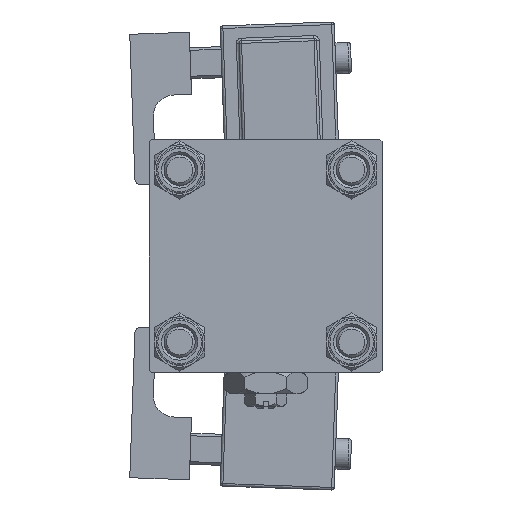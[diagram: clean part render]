
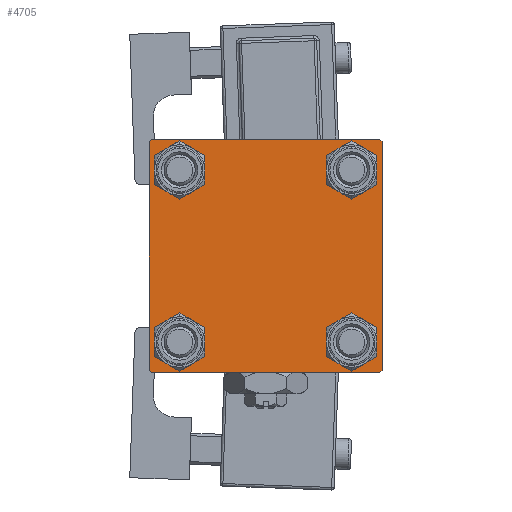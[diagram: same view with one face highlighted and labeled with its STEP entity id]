
A CAD part, left-side view. The second image highlights one B-rep face of the part: STEP entity #4705.
In plain terms, the highlighted planar face has unit normal (-1, 0, 0).
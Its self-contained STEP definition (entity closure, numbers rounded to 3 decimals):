
#404 = EDGE_CURVE ( 'NONE', #35919, #50577, #36076, .T. ) ;
#864 = EDGE_CURVE ( 'NONE', #51181, #43665, #24641, .T. ) ;
#965 = DIRECTION ( 'NONE',  ( 0., -1., 0. ) ) ;
#1563 = ORIENTED_EDGE ( 'NONE', *, *, #864, .T. ) ;
#2002 = VERTEX_POINT ( 'NONE', #22254 ) ;
#2128 = EDGE_LOOP ( 'NONE', ( #33617, #28839 ) ) ;
#2735 = CARTESIAN_POINT ( 'NONE',  ( 0., 16.6, -13.1 ) ) ;
#3193 = CARTESIAN_POINT ( 'NONE',  ( 0., -22., -22.5 ) ) ;
#3195 = VERTEX_POINT ( 'NONE', #9211 ) ;
#3496 = CARTESIAN_POINT ( 'NONE',  ( 0., -16.6, 13.1 ) ) ;
#3905 = CARTESIAN_POINT ( 'NONE',  ( 0., 22.5, -22. ) ) ;
#4705 = ADVANCED_FACE ( 'NONE', ( #6516, #44979, #18505, #49232, #54347 ), #23918, .T. ) ;
#5053 = LINE ( 'NONE', #35240, #34034 ) ;
#5465 = VERTEX_POINT ( 'NONE', #41722 ) ;
#5995 = ORIENTED_EDGE ( 'NONE', *, *, #22859, .T. ) ;
#6021 = CARTESIAN_POINT ( 'NONE',  ( 0., 22.25, -22.25 ) ) ;
#6516 = FACE_BOUND ( 'NONE', #12986, .T. ) ;
#6687 = CARTESIAN_POINT ( 'NONE',  ( 0., 22.25, 22.25 ) ) ;
#7050 = CARTESIAN_POINT ( 'NONE',  ( 0., -22.5, -22. ) ) ;
#7099 = CIRCLE ( 'NONE', #14382, 3.5 ) ;
#7679 = EDGE_CURVE ( 'NONE', #46493, #35919, #53570, .T. ) ;
#7746 = LINE ( 'NONE', #42506, #35301 ) ;
#7802 = EDGE_CURVE ( 'NONE', #23494, #13372, #24895, .T. ) ;
#8194 = EDGE_CURVE ( 'NONE', #22533, #24105, #5053, .T. ) ;
#8339 = ORIENTED_EDGE ( 'NONE', *, *, #37738, .T. ) ;
#9211 = CARTESIAN_POINT ( 'NONE',  ( 0., 16.6, 20.1 ) ) ;
#9260 = DIRECTION ( 'NONE',  ( 0., 0., 1. ) ) ;
#10328 = EDGE_CURVE ( 'NONE', #2002, #50558, #17764, .T. ) ;
#10387 = CARTESIAN_POINT ( 'NONE',  ( 0., -22.25, -22.25 ) ) ;
#12191 = CARTESIAN_POINT ( 'NONE',  ( 0., -22., 22.5 ) ) ;
#12367 = CARTESIAN_POINT ( 'NONE',  ( 0., -16.6, 16.6 ) ) ;
#12986 = EDGE_LOOP ( 'NONE', ( #25508, #51204 ) ) ;
#13372 = VERTEX_POINT ( 'NONE', #29710 ) ;
#13744 = DIRECTION ( 'NONE',  ( 1., 0., 0. ) ) ;
#14107 = AXIS2_PLACEMENT_3D ( 'NONE', #22102, #17831, #9260 ) ;
#14382 = AXIS2_PLACEMENT_3D ( 'NONE', #42922, #21843, #26120 ) ;
#14582 = DIRECTION ( 'NONE',  ( 0., -0.707, -0.707 ) ) ;
#15681 = VECTOR ( 'NONE', #27766, 1000. ) ;
#15927 = CIRCLE ( 'NONE', #46843, 3.5 ) ;
#17365 = CARTESIAN_POINT ( 'NONE',  ( 0., 16.6, 13.1 ) ) ;
#17764 = CIRCLE ( 'NONE', #14107, 3.5 ) ;
#17831 = DIRECTION ( 'NONE',  ( 1., 0., 0. ) ) ;
#18505 = FACE_BOUND ( 'NONE', #49944, .T. ) ;
#18721 = DIRECTION ( 'NONE',  ( 0., 0.707, 0.707 ) ) ;
#19424 = DIRECTION ( 'NONE',  ( 1., 0., 0. ) ) ;
#20546 = ORIENTED_EDGE ( 'NONE', *, *, #47822, .F. ) ;
#21054 = VECTOR ( 'NONE', #51088, 1000. ) ;
#21843 = DIRECTION ( 'NONE',  ( 1., 0., 0. ) ) ;
#22102 = CARTESIAN_POINT ( 'NONE',  ( 0., -16.6, -16.6 ) ) ;
#22254 = CARTESIAN_POINT ( 'NONE',  ( 0., -16.6, -13.1 ) ) ;
#22487 = AXIS2_PLACEMENT_3D ( 'NONE', #25207, #34866, #55635 ) ;
#22533 = VERTEX_POINT ( 'NONE', #28665 ) ;
#22859 = EDGE_CURVE ( 'NONE', #5465, #47531, #15927, .T. ) ;
#23129 = DIRECTION ( 'NONE',  ( 0., 0., 1. ) ) ;
#23168 = LINE ( 'NONE', #49341, #41613 ) ;
#23494 = VERTEX_POINT ( 'NONE', #3496 ) ;
#23763 = ORIENTED_EDGE ( 'NONE', *, *, #404, .T. ) ;
#23918 = PLANE ( 'NONE',  #38416 ) ;
#24067 = LINE ( 'NONE', #10387, #15681 ) ;
#24105 = VERTEX_POINT ( 'NONE', #12191 ) ;
#24641 = LINE ( 'NONE', #6687, #21054 ) ;
#24895 = CIRCLE ( 'NONE', #44914, 3.5 ) ;
#25207 = CARTESIAN_POINT ( 'NONE',  ( 0., 16.6, 16.6 ) ) ;
#25508 = ORIENTED_EDGE ( 'NONE', *, *, #45619, .T. ) ;
#26120 = DIRECTION ( 'NONE',  ( 0., 0., 1. ) ) ;
#26404 = AXIS2_PLACEMENT_3D ( 'NONE', #43386, #13744, #51890 ) ;
#26569 = AXIS2_PLACEMENT_3D ( 'NONE', #12367, #29730, #47093 ) ;
#26704 = VECTOR ( 'NONE', #14582, 1000. ) ;
#27393 = CARTESIAN_POINT ( 'NONE',  ( 0., 16.6, -16.6 ) ) ;
#27514 = VERTEX_POINT ( 'NONE', #7050 ) ;
#27766 = DIRECTION ( 'NONE',  ( 0., -0.707, 0.707 ) ) ;
#28011 = EDGE_CURVE ( 'NONE', #3195, #38983, #50686, .T. ) ;
#28174 = CARTESIAN_POINT ( 'NONE',  ( 0., 0., 0. ) ) ;
#28189 = EDGE_CURVE ( 'NONE', #51181, #24105, #23168, .T. ) ;
#28665 = CARTESIAN_POINT ( 'NONE',  ( 0., -22.5, 22. ) ) ;
#28694 = CARTESIAN_POINT ( 'NONE',  ( 0., 16.6, 16.6 ) ) ;
#28839 = ORIENTED_EDGE ( 'NONE', *, *, #41838, .T. ) ;
#29710 = CARTESIAN_POINT ( 'NONE',  ( 0., -16.6, 20.1 ) ) ;
#29730 = DIRECTION ( 'NONE',  ( 1., 0., 0. ) ) ;
#30862 = CARTESIAN_POINT ( 'NONE',  ( 0., 22., -22.5 ) ) ;
#30999 = EDGE_LOOP ( 'NONE', ( #37790, #34593 ) ) ;
#31728 = CARTESIAN_POINT ( 'NONE',  ( 0., -22.5, 22.5 ) ) ;
#32516 = DIRECTION ( 'NONE',  ( 0., 0., 1. ) ) ;
#32787 = CIRCLE ( 'NONE', #26404, 3.5 ) ;
#33617 = ORIENTED_EDGE ( 'NONE', *, *, #10328, .T. ) ;
#33854 = EDGE_CURVE ( 'NONE', #38983, #3195, #50714, .T. ) ;
#34034 = VECTOR ( 'NONE', #18721, 1000. ) ;
#34593 = ORIENTED_EDGE ( 'NONE', *, *, #33854, .T. ) ;
#34866 = DIRECTION ( 'NONE',  ( 1., 0., 0. ) ) ;
#35240 = CARTESIAN_POINT ( 'NONE',  ( 0., -22.25, 22.25 ) ) ;
#35301 = VECTOR ( 'NONE', #55557, 1000. ) ;
#35919 = VERTEX_POINT ( 'NONE', #30862 ) ;
#36076 = LINE ( 'NONE', #44891, #42016 ) ;
#36960 = EDGE_CURVE ( 'NONE', #43665, #46493, #7746, .T. ) ;
#37738 = EDGE_CURVE ( 'NONE', #47531, #5465, #7099, .T. ) ;
#37790 = ORIENTED_EDGE ( 'NONE', *, *, #28011, .T. ) ;
#37814 = DIRECTION ( 'NONE',  ( 1., 0., 0. ) ) ;
#38375 = ORIENTED_EDGE ( 'NONE', *, *, #28189, .F. ) ;
#38416 = AXIS2_PLACEMENT_3D ( 'NONE', #28174, #49516, #41287 ) ;
#38983 = VERTEX_POINT ( 'NONE', #17365 ) ;
#39373 = VECTOR ( 'NONE', #53054, 1000. ) ;
#40955 = ORIENTED_EDGE ( 'NONE', *, *, #36960, .T. ) ;
#41287 = DIRECTION ( 'NONE',  ( 0., 0., 1. ) ) ;
#41613 = VECTOR ( 'NONE', #965, 1000. ) ;
#41722 = CARTESIAN_POINT ( 'NONE',  ( 0., 16.6, -20.1 ) ) ;
#41838 = EDGE_CURVE ( 'NONE', #50558, #2002, #32787, .T. ) ;
#41917 = CARTESIAN_POINT ( 'NONE',  ( 0., -16.6, 16.6 ) ) ;
#42016 = VECTOR ( 'NONE', #44605, 1000. ) ;
#42506 = CARTESIAN_POINT ( 'NONE',  ( 0., 22.5, 22.5 ) ) ;
#42922 = CARTESIAN_POINT ( 'NONE',  ( 0., 16.6, -16.6 ) ) ;
#43386 = CARTESIAN_POINT ( 'NONE',  ( 0., -16.6, -16.6 ) ) ;
#43665 = VERTEX_POINT ( 'NONE', #55810 ) ;
#44605 = DIRECTION ( 'NONE',  ( 0., -1., 0. ) ) ;
#44756 = DIRECTION ( 'NONE',  ( 1., 0., 0. ) ) ;
#44891 = CARTESIAN_POINT ( 'NONE',  ( 0., 22.5, -22.5 ) ) ;
#44914 = AXIS2_PLACEMENT_3D ( 'NONE', #41917, #19424, #32516 ) ;
#44979 = FACE_BOUND ( 'NONE', #2128, .T. ) ;
#45501 = EDGE_CURVE ( 'NONE', #50577, #27514, #24067, .T. ) ;
#45619 = EDGE_CURVE ( 'NONE', #13372, #23494, #55642, .T. ) ;
#46493 = VERTEX_POINT ( 'NONE', #3905 ) ;
#46843 = AXIS2_PLACEMENT_3D ( 'NONE', #27393, #44756, #23129 ) ;
#47057 = ORIENTED_EDGE ( 'NONE', *, *, #45501, .T. ) ;
#47093 = DIRECTION ( 'NONE',  ( 0., 0., 1. ) ) ;
#47531 = VERTEX_POINT ( 'NONE', #2735 ) ;
#47822 = EDGE_CURVE ( 'NONE', #22533, #27514, #49635, .T. ) ;
#49232 = FACE_BOUND ( 'NONE', #30999, .T. ) ;
#49341 = CARTESIAN_POINT ( 'NONE',  ( 0., 22.5, 22.5 ) ) ;
#49460 = ORIENTED_EDGE ( 'NONE', *, *, #8194, .T. ) ;
#49516 = DIRECTION ( 'NONE',  ( -1., 0., 0. ) ) ;
#49635 = LINE ( 'NONE', #31728, #39373 ) ;
#49726 = ORIENTED_EDGE ( 'NONE', *, *, #7679, .T. ) ;
#49810 = AXIS2_PLACEMENT_3D ( 'NONE', #28694, #37814, #55141 ) ;
#49944 = EDGE_LOOP ( 'NONE', ( #8339, #5995 ) ) ;
#50453 = CARTESIAN_POINT ( 'NONE',  ( 0., -16.6, -20.1 ) ) ;
#50558 = VERTEX_POINT ( 'NONE', #50453 ) ;
#50577 = VERTEX_POINT ( 'NONE', #3193 ) ;
#50686 = CIRCLE ( 'NONE', #22487, 3.5 ) ;
#50714 = CIRCLE ( 'NONE', #49810, 3.5 ) ;
#51088 = DIRECTION ( 'NONE',  ( 0., 0.707, -0.707 ) ) ;
#51181 = VERTEX_POINT ( 'NONE', #55625 ) ;
#51204 = ORIENTED_EDGE ( 'NONE', *, *, #7802, .T. ) ;
#51890 = DIRECTION ( 'NONE',  ( 0., 0., 1. ) ) ;
#53054 = DIRECTION ( 'NONE',  ( 0., 0., -1. ) ) ;
#53570 = LINE ( 'NONE', #6021, #26704 ) ;
#54347 = FACE_OUTER_BOUND ( 'NONE', #54856, .T. ) ;
#54856 = EDGE_LOOP ( 'NONE', ( #40955, #49726, #23763, #47057, #20546, #49460, #38375, #1563 ) ) ;
#55141 = DIRECTION ( 'NONE',  ( 0., 0., 1. ) ) ;
#55557 = DIRECTION ( 'NONE',  ( 0., 0., -1. ) ) ;
#55625 = CARTESIAN_POINT ( 'NONE',  ( 0., 22., 22.5 ) ) ;
#55635 = DIRECTION ( 'NONE',  ( 0., 0., 1. ) ) ;
#55642 = CIRCLE ( 'NONE', #26569, 3.5 ) ;
#55810 = CARTESIAN_POINT ( 'NONE',  ( 0., 22.5, 22. ) ) ;
